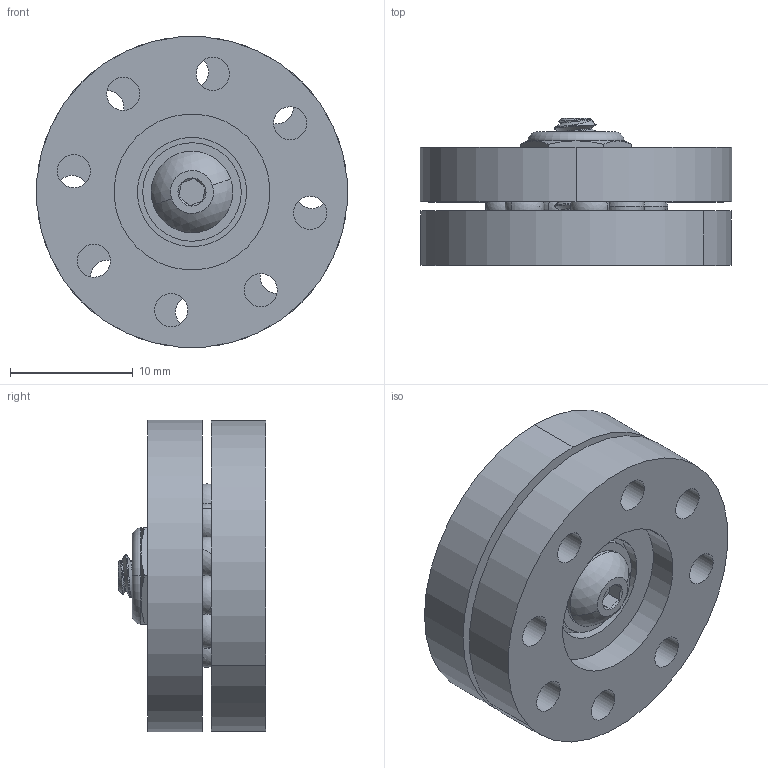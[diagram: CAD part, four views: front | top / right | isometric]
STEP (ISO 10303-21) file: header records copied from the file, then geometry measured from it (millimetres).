
FILE_DESCRIPTION (( 'STEP AP203' ), '1' );
FILE_NAME ('545364 assembly.STEP', '2014-08-21T16:58:08', ( 'Kyle' ), ( 'Microsoft' ), 'SwSTEP 2.0', 'SolidWorks 2014', '' );
FILE_SCHEMA (( 'CONFIG_CONTROL_DESIGN' ));
Length unit declared in the file: inch
Products named in the file (7): 545364 assembly; 545364 part 1; 545364 part 2; 545364 washer; 92949A146_92949A146; 91831A007_91831A007; 545364 balls
Assembly tree (16 placements, depth 2):
  545364 assembly
    545364 part 1
    545364 part 2
    545364 washer
    92949A146_92949A146
    91831A007_91831A007
    545364 balls  x11
Bounding box: 25.39 x 12 x 25.39 mm (x, y, z)
Volume: 3755.1 mm3; surface area: 4532.7 mm2
Topology: 17 solids, 17 shells, 238 faces, 594 edges, 380 vertices
Faces by surface type: cylinder 107, cone 56, plane 42, sphere 24, torus 6, bspline 3
Entity records: 9936 total; most frequent: CARTESIAN_POINT 3879, DIRECTION 1079, ORIENTED_EDGE 1038, EDGE_CURVE 519, AXIS2_PLACEMENT_3D 455, VERTEX_POINT 327, EDGE_LOOP 272, CIRCLE 221
